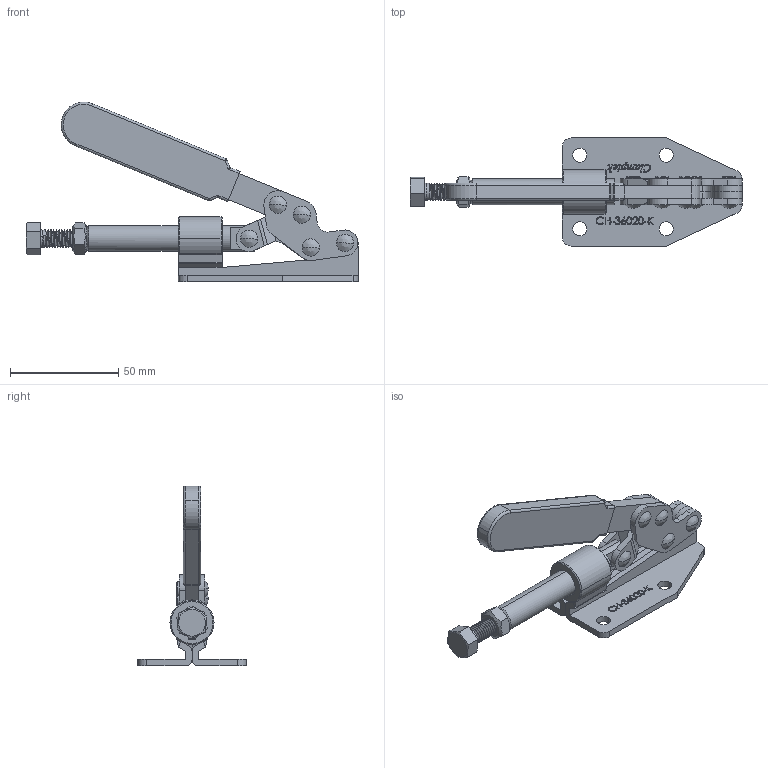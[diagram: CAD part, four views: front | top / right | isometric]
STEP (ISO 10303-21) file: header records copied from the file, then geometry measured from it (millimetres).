
FILE_DESCRIPTION (( 'STEP AP203' ), '1' );
FILE_NAME ('CH-36020-K.STEP', '2017-11-24T02:27:40', ( 'Windows' ), ( 'Microsoft' ), 'SwSTEP 2.0', 'SolidWorks 2015', '' );
FILE_SCHEMA (( 'CONFIG_CONTROL_DESIGN' ));
Length unit declared in the file: millimetre
Products named in the file (10): CH-36020-03 HANDLE; CH-36020-06; M8 Nut; CH-SA-085012 SPINDLE SUPPLIED; CH-36020-07; CH-36020-K-02 CREST STALK; CH-36020-K-01 BASE_默认<按加工>; CH-36020-K; CH-36020-04 CONNECTING-PLATE; CH-36020-05
Assembly tree (14 placements, depth 2):
  CH-36020-K
    CH-36020-K-01 BASE_默认<按加工>
    CH-36020-04 CONNECTING-PLATE
    CH-36020-05  x2
    CH-36020-03 HANDLE
    CH-36020-06
    M8 Nut
    CH-SA-085012 SPINDLE SUPPLIED
    CH-36020-07  x5
    CH-36020-K-02 CREST STALK
Bounding box: 153.41 x 50 x 83.11 mm (x, y, z)
Volume: 53568.8 mm3; surface area: 45514.8 mm2
Topology: 24 solids, 24 shells, 875 faces, 2307 edges, 1491 vertices
Faces by surface type: plane 307, cylinder 279, bspline 208, cone 43, torus 34, sphere 4
Entity records: 39589 total; most frequent: CARTESIAN_POINT 20791, ORIENTED_EDGE 4194, DIRECTION 2845, EDGE_CURVE 2097, VERTEX_POINT 1379, VECTOR 1097, LINE 1097, AXIS2_PLACEMENT_3D 874
